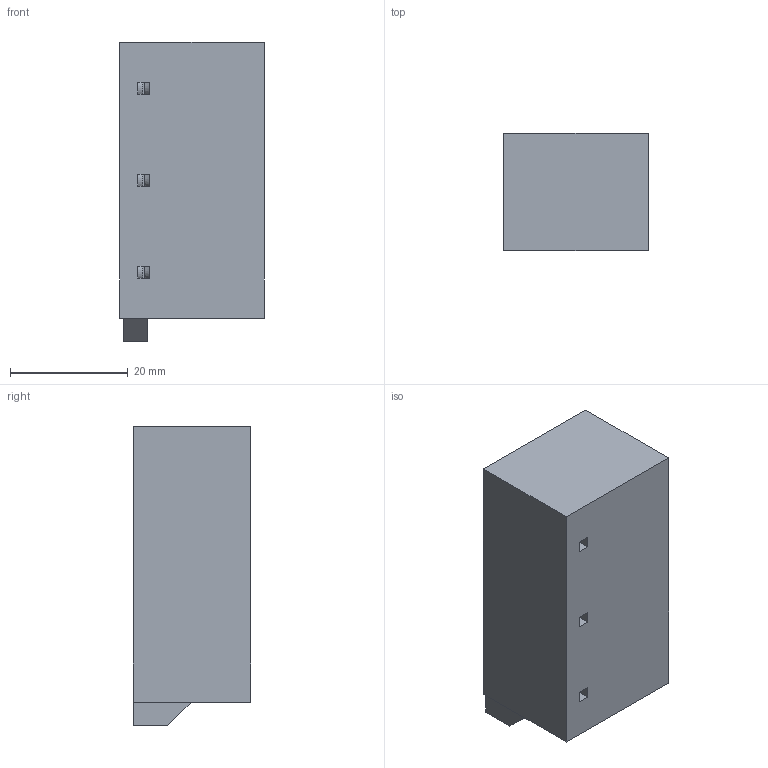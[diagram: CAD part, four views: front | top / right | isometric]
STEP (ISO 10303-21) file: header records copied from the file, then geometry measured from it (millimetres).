
FILE_DESCRIPTION(/* description */ ('STEP AP242','CAx-IF Rec.Pracs.---Representation and Presentation of Product Manufacturing Information (PMI)---4.0---2014-10-13','CAx-IF Rec.Pracs.---3D Tessellated Geometry---0.4---2014-09-14','2;1'),/* implementation_level */ '2;1');
FILE_NAME(/* name */ '67b473e77c46a20752ca1191',/* time_stamp */ '2025-02-18T11:50:00Z',/* author */ (''),/* organization */ (''),/* preprocessor_version */ 'ST-DEVELOPER v20',/* originating_system */ 'ONSHAPE BY PTC INC, 1.193',/* authorisation */ ' ');
FILE_SCHEMA (('AP242_MANAGED_MODEL_BASED_3D_ENGINEERING_MIM_LF { 1 0 10303 442 1 1 4 }'));
Length unit declared in the file: millimetre
Products named in the file (1): 3_Phase_Oscillator_Fluidic_Logic_001
Bounding box: 24.5 x 19.9 x 50.8 mm (x, y, z)
Volume: 16385.1 mm3; surface area: 15309.1 mm2
Topology: 1 solids, 1 shells, 339 faces, 943 edges, 622 vertices
Faces by surface type: plane 320, cylinder 16, cone 3
Full cylindrical faces by diameter (mm): 2 x6, 3.6 x9
Entity records: 10569 total; most frequent: CARTESIAN_POINT 1875, ORIENTED_EDGE 1838, DIRECTION 1645, EDGE_CURVE 919, LINE 873, VECTOR 873, VERTEX_POINT 616, EDGE_LOOP 397
